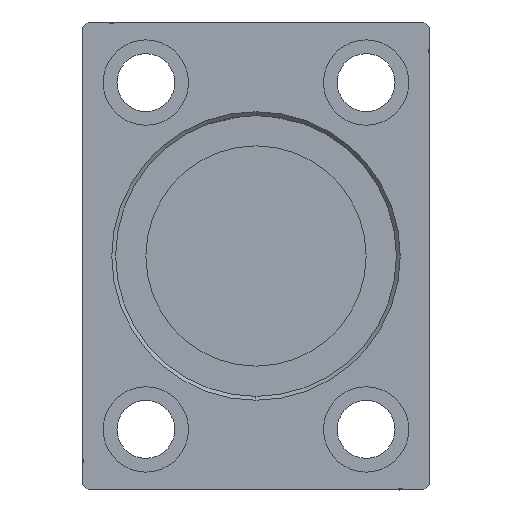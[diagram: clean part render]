
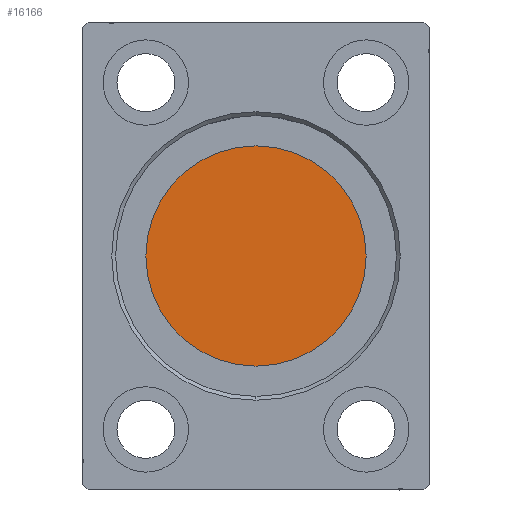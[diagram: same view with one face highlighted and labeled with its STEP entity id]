
A CAD part, left-side view. The second image highlights one B-rep face of the part: STEP entity #16166.
In plain terms, the highlighted planar face has unit normal (-1, 0, 0).
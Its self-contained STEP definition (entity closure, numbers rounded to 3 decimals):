
#6026 = EDGE_LOOP ( 'NONE', ( #34829, #30917 ) ) ;
#8652 = DIRECTION ( 'NONE',  ( -1., 0., 0. ) ) ;
#8671 = CARTESIAN_POINT ( 'NONE',  ( 136.3, 0., -20. ) ) ;
#9463 = DIRECTION ( 'NONE',  ( -1., 0., 0. ) ) ;
#10268 = CARTESIAN_POINT ( 'NONE',  ( 136.3, 0., 0. ) ) ;
#10947 = AXIS2_PLACEMENT_3D ( 'NONE', #13442, #26946, #39376 ) ;
#13442 = CARTESIAN_POINT ( 'NONE',  ( 136.3, 0., 0. ) ) ;
#13902 = DIRECTION ( 'NONE',  ( 0., 0., 1. ) ) ;
#16166 = ADVANCED_FACE ( 'NONE', ( #36150 ), #19870, .T. ) ;
#17339 = AXIS2_PLACEMENT_3D ( 'NONE', #10268, #9463, #13902 ) ;
#18492 = DIRECTION ( 'NONE',  ( 0., 0., 1. ) ) ;
#19870 = PLANE ( 'NONE',  #10947 ) ;
#24083 = CIRCLE ( 'NONE', #29540, 20. ) ;
#25516 = CIRCLE ( 'NONE', #17339, 20. ) ;
#26946 = DIRECTION ( 'NONE',  ( -1., 0., 0. ) ) ;
#27727 = EDGE_CURVE ( 'NONE', #31196, #34225, #24083, .T. ) ;
#29540 = AXIS2_PLACEMENT_3D ( 'NONE', #34773, #8652, #18492 ) ;
#30917 = ORIENTED_EDGE ( 'NONE', *, *, #27727, .T. ) ;
#31196 = VERTEX_POINT ( 'NONE', #8671 ) ;
#31596 = EDGE_CURVE ( 'NONE', #34225, #31196, #25516, .T. ) ;
#34225 = VERTEX_POINT ( 'NONE', #37424 ) ;
#34773 = CARTESIAN_POINT ( 'NONE',  ( 136.3, 0., 0. ) ) ;
#34829 = ORIENTED_EDGE ( 'NONE', *, *, #31596, .T. ) ;
#36150 = FACE_OUTER_BOUND ( 'NONE', #6026, .T. ) ;
#37424 = CARTESIAN_POINT ( 'NONE',  ( 136.3, 0., 20. ) ) ;
#39376 = DIRECTION ( 'NONE',  ( 0., 0., 1. ) ) ;
